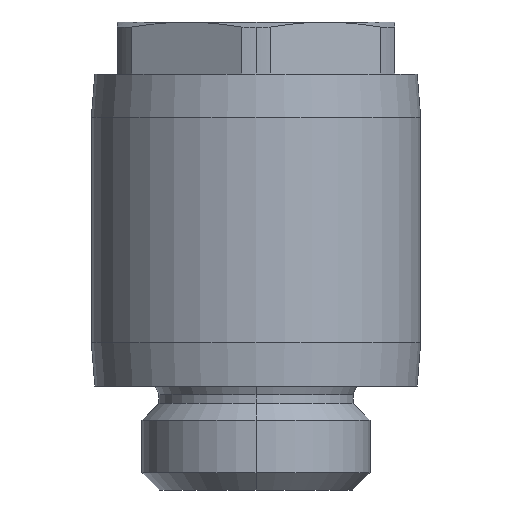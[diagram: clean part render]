
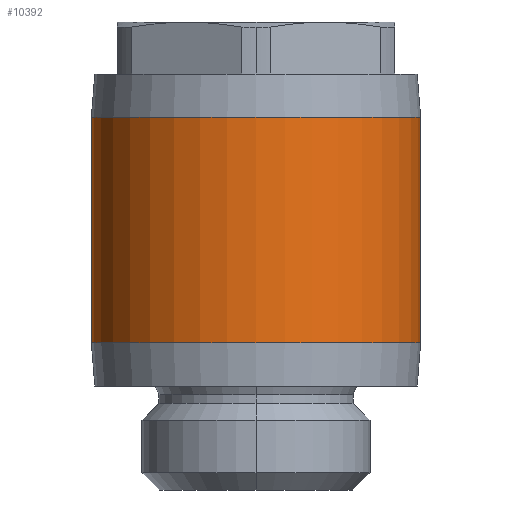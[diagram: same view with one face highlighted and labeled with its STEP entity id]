
A CAD part, left-side view. The second image highlights one B-rep face of the part: STEP entity #10392.
In plain terms, the highlighted cylindrical face has radius 9.5 mm (diameter 19 mm), a partial arc.
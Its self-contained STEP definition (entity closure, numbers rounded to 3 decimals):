
#98 = CARTESIAN_POINT ( 'NONE',  ( 4.5, -9.5, -6.5 ) ) ;
#533 = AXIS2_PLACEMENT_3D ( 'NONE', #10948, #7201, #12210 ) ;
#822 = FACE_OUTER_BOUND ( 'NONE', #10307, .T. ) ;
#977 = CARTESIAN_POINT ( 'NONE',  ( 4.5, 9.5, 0. ) ) ;
#1226 = CARTESIAN_POINT ( 'NONE',  ( 4.5, 0., 6.5 ) ) ;
#1449 = EDGE_CURVE ( 'NONE', #5806, #5427, #12122, .T. ) ;
#2762 = CARTESIAN_POINT ( 'NONE',  ( 4.5, -9.5, 0. ) ) ;
#2945 = VECTOR ( 'NONE', #15349, 1000. ) ;
#3079 = DIRECTION ( 'NONE',  ( 0., 0., -1. ) ) ;
#3258 = LINE ( 'NONE', #977, #5025 ) ;
#3331 = LINE ( 'NONE', #2762, #2945 ) ;
#3484 = ORIENTED_EDGE ( 'NONE', *, *, #15897, .T. ) ;
#3607 = DIRECTION ( 'NONE',  ( 0., -1., 0. ) ) ;
#4458 = CIRCLE ( 'NONE', #8828, 9.5 ) ;
#4609 = CARTESIAN_POINT ( 'NONE',  ( 4.5, 9.5, 6.5 ) ) ;
#5025 = VECTOR ( 'NONE', #9843, 1000. ) ;
#5427 = VERTEX_POINT ( 'NONE', #98 ) ;
#5806 = VERTEX_POINT ( 'NONE', #7258 ) ;
#5949 = VERTEX_POINT ( 'NONE', #4609 ) ;
#7201 = DIRECTION ( 'NONE',  ( 0., 0., 1. ) ) ;
#7247 = ORIENTED_EDGE ( 'NONE', *, *, #13531, .F. ) ;
#7258 = CARTESIAN_POINT ( 'NONE',  ( 4.5, 9.5, -6.5 ) ) ;
#8153 = AXIS2_PLACEMENT_3D ( 'NONE', #15553, #3079, #8211 ) ;
#8211 = DIRECTION ( 'NONE',  ( -1., 0., 0. ) ) ;
#8828 = AXIS2_PLACEMENT_3D ( 'NONE', #1226, #13863, #3607 ) ;
#9396 = ORIENTED_EDGE ( 'NONE', *, *, #15465, .T. ) ;
#9843 = DIRECTION ( 'NONE',  ( 0., 0., 1. ) ) ;
#10307 = EDGE_LOOP ( 'NONE', ( #15562, #3484, #9396, #7247 ) ) ;
#10392 = ADVANCED_FACE ( 'NONE', ( #822 ), #15149, .T. ) ;
#10948 = CARTESIAN_POINT ( 'NONE',  ( 4.5, 0., 0. ) ) ;
#11025 = VERTEX_POINT ( 'NONE', #12904 ) ;
#12122 = CIRCLE ( 'NONE', #8153, 9.5 ) ;
#12210 = DIRECTION ( 'NONE',  ( 0., -1., 0. ) ) ;
#12904 = CARTESIAN_POINT ( 'NONE',  ( 4.5, -9.5, 6.5 ) ) ;
#13531 = EDGE_CURVE ( 'NONE', #5427, #11025, #3331, .T. ) ;
#13863 = DIRECTION ( 'NONE',  ( 0., 0., -1. ) ) ;
#15149 = CYLINDRICAL_SURFACE ( 'NONE', #533, 9.5 ) ;
#15349 = DIRECTION ( 'NONE',  ( 0., 0., 1. ) ) ;
#15465 = EDGE_CURVE ( 'NONE', #5949, #11025, #4458, .T. ) ;
#15553 = CARTESIAN_POINT ( 'NONE',  ( 4.5, 0., -6.5 ) ) ;
#15562 = ORIENTED_EDGE ( 'NONE', *, *, #1449, .F. ) ;
#15897 = EDGE_CURVE ( 'NONE', #5806, #5949, #3258, .T. ) ;
